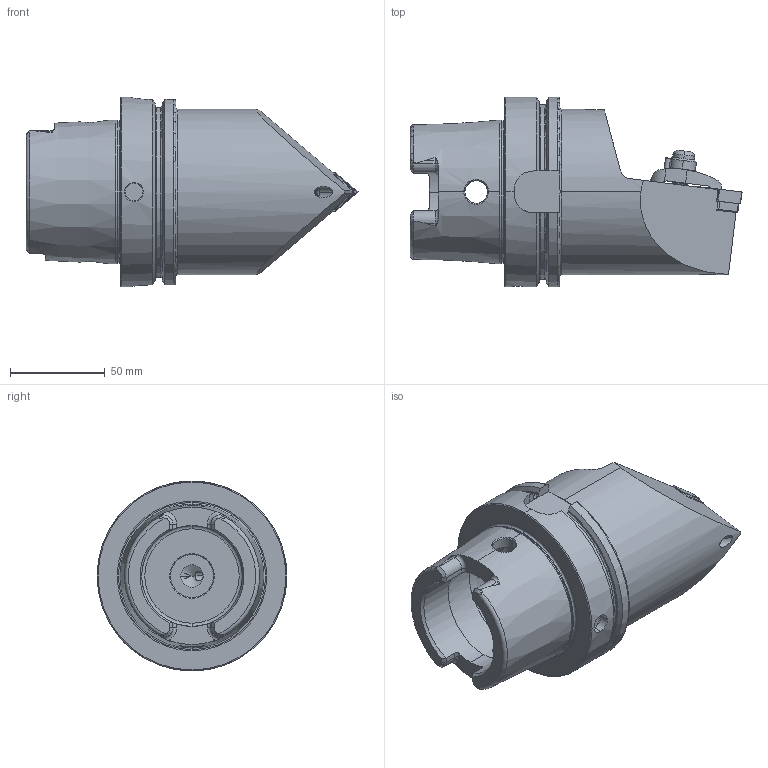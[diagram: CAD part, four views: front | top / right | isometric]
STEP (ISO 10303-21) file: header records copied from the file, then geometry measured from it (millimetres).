
FILE_DESCRIPTION (( 'STEP AP214' ), '1' );
FILE_NAME ('HA0.KCE.NMA.125.STEP', '2023-09-18T09:37:43', ( '' ), ( '' ), 'SwSTEP 2.0', 'SolidWorks 2017', '' );
FILE_SCHEMA (( 'AUTOMOTIVE_DESIGN' ));
Length unit declared in the file: millimetre
Products named in the file (11): WCC-ER4.103.032_A; ISO 13337 - 3 x 12_PreviewCfg; WCC-ER5.102.012_B; WCC-ER3.102.029_C; HA0-KCE.NMA.125_A; WCE-ER2.101.004_A; CNMG160604; KVT_MB_600_060; WCC-ER5.102.005_A; WCE-ER2.001.012_A; HA0.KCE.NMA.125
Assembly tree (10 placements, depth 2):
  HA0.KCE.NMA.125
    HA0-KCE.NMA.125_A
    CNMG160604
    WCE-ER2.101.004_A
    WCE-ER2.001.012_A
    WCC-ER3.102.029_C
    WCC-ER4.103.032_A
    WCC-ER5.102.005_A
    WCC-ER5.102.012_B
    ISO 13337 - 3 x 12_PreviewCfg
    KVT_MB_600_060
Bounding box: 174.9 x 100 x 100 mm (x, y, z)
Volume: 566304.8 mm3; surface area: 75091.4 mm2
Topology: 11 solids, 11 shells, 455 faces, 1130 edges, 683 vertices
Faces by surface type: cylinder 151, plane 120, cone 107, torus 59, bspline 16, sphere 2
Entity records: 17153 total; most frequent: CARTESIAN_POINT 4912, DIRECTION 2247, ORIENTED_EDGE 2218, EDGE_CURVE 1109, AXIS2_PLACEMENT_3D 904, VERTEX_POINT 680, EDGE_LOOP 483, FACE_OUTER_BOUND 455
